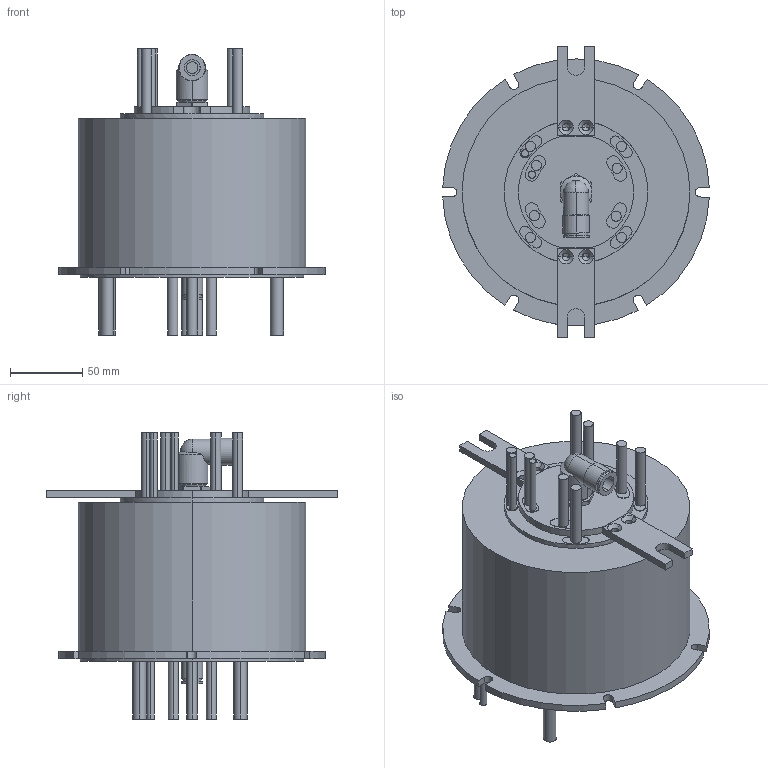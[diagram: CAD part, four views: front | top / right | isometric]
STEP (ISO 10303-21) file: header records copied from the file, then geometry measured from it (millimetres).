
FILE_DESCRIPTION (( 'STEP AP203' ), '1' );
FILE_NAME ('RX00714001.STEP', '2020-07-15T03:50:08', ( '微软用户' ), ( '微软中国' ), 'SwSTEP 2.0', 'SolidWorks 2014', '' );
FILE_SCHEMA (( 'CONFIG_CONTROL_DESIGN' ));
Length unit declared in the file: millimetre
Products named in the file (4): RAPH100-03-G1001-P2415-P0410-S10; KQ2S10-02S; KSL10-02S; RX00714001
Assembly tree (3 placements, depth 2):
  RX00714001
    RAPH100-03-G1001-P2415-P0410-S10
    KQ2S10-02S
    KSL10-02S
Bounding box: 184.89 x 201.6 x 198.4 mm (x, y, z)
Volume: 2304977.7 mm3; surface area: 145961.6 mm2
Topology: 8 solids, 8 shells, 351 faces, 832 edges, 538 vertices
Faces by surface type: cylinder 180, plane 130, cone 39, torus 2
Entity records: 10693 total; most frequent: CARTESIAN_POINT 1933, DIRECTION 1880, ORIENTED_EDGE 1640, EDGE_CURVE 820, AXIS2_PLACEMENT_3D 748, VERTEX_POINT 538, EDGE_LOOP 406, CIRCLE 391
